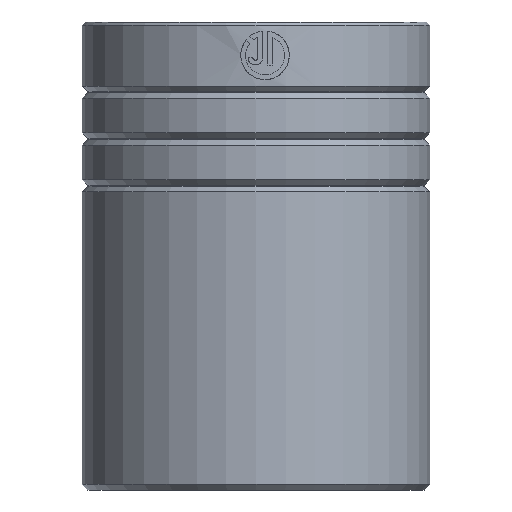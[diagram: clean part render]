
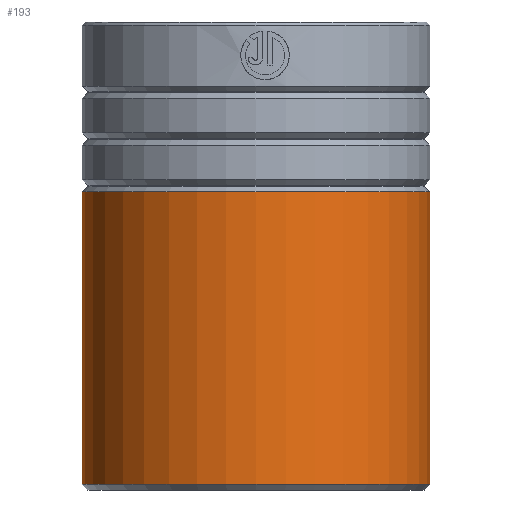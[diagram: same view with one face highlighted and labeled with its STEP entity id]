
A CAD part, front view. The second image highlights one B-rep face of the part: STEP entity #193.
In plain terms, the highlighted cylindrical face has radius 37.15 mm (diameter 74.3 mm), a partial arc.
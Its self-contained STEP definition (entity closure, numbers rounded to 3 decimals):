
#47 = CARTESIAN_POINT ( 'NONE',  ( -37.15, 0., 1.2 ) ) ;
#193 = ADVANCED_FACE ( 'NONE', ( #790 ), #762, .T. ) ;
#359 = DIRECTION ( 'NONE',  ( -1., 0., 0. ) ) ;
#441 = DIRECTION ( 'NONE',  ( 0., 0., -1. ) ) ;
#449 = CARTESIAN_POINT ( 'NONE',  ( 37.15, 0., 1.2 ) ) ;
#485 = VECTOR ( 'NONE', #441, 1000. ) ;
#508 = ORIENTED_EDGE ( 'NONE', *, *, #1740, .F. ) ;
#534 = VECTOR ( 'NONE', #2216, 1000. ) ;
#593 = VERTEX_POINT ( 'NONE', #449 ) ;
#717 = DIRECTION ( 'NONE',  ( -1., 0., 0. ) ) ;
#727 = ORIENTED_EDGE ( 'NONE', *, *, #1456, .T. ) ;
#762 = CYLINDRICAL_SURFACE ( 'NONE', #1325, 37.15 ) ;
#766 = EDGE_LOOP ( 'NONE', ( #508, #2555, #727, #1147 ) ) ;
#790 = FACE_OUTER_BOUND ( 'NONE', #766, .T. ) ;
#853 = EDGE_CURVE ( 'NONE', #2229, #593, #1451, .T. ) ;
#917 = CARTESIAN_POINT ( 'NONE',  ( 0., 0., 63.717 ) ) ;
#948 = VERTEX_POINT ( 'NONE', #1770 ) ;
#1011 = CARTESIAN_POINT ( 'NONE',  ( -37.15, 0., 100. ) ) ;
#1031 = AXIS2_PLACEMENT_3D ( 'NONE', #1989, #1405, #2024 ) ;
#1147 = ORIENTED_EDGE ( 'NONE', *, *, #853, .T. ) ;
#1325 = AXIS2_PLACEMENT_3D ( 'NONE', #1605, #1764, #359 ) ;
#1405 = DIRECTION ( 'NONE',  ( 0., 0., 1. ) ) ;
#1451 = CIRCLE ( 'NONE', #1031, 37.15 ) ;
#1456 = EDGE_CURVE ( 'NONE', #1860, #2229, #2417, .T. ) ;
#1605 = CARTESIAN_POINT ( 'NONE',  ( 0., 0., 100. ) ) ;
#1622 = CARTESIAN_POINT ( 'NONE',  ( 37.15, 0., 100. ) ) ;
#1733 = DIRECTION ( 'NONE',  ( 0., 0., -1. ) ) ;
#1740 = EDGE_CURVE ( 'NONE', #948, #593, #2065, .T. ) ;
#1764 = DIRECTION ( 'NONE',  ( 0., 0., -1. ) ) ;
#1770 = CARTESIAN_POINT ( 'NONE',  ( 37.15, 0., 63.717 ) ) ;
#1836 = CIRCLE ( 'NONE', #2405, 37.15 ) ;
#1860 = VERTEX_POINT ( 'NONE', #2158 ) ;
#1989 = CARTESIAN_POINT ( 'NONE',  ( 0., 0., 1.2 ) ) ;
#2021 = EDGE_CURVE ( 'NONE', #948, #1860, #1836, .T. ) ;
#2024 = DIRECTION ( 'NONE',  ( 1., 0., 0. ) ) ;
#2065 = LINE ( 'NONE', #1622, #485 ) ;
#2158 = CARTESIAN_POINT ( 'NONE',  ( -37.15, 0., 63.717 ) ) ;
#2216 = DIRECTION ( 'NONE',  ( 0., 0., -1. ) ) ;
#2229 = VERTEX_POINT ( 'NONE', #47 ) ;
#2405 = AXIS2_PLACEMENT_3D ( 'NONE', #917, #1733, #717 ) ;
#2417 = LINE ( 'NONE', #1011, #534 ) ;
#2555 = ORIENTED_EDGE ( 'NONE', *, *, #2021, .T. ) ;
